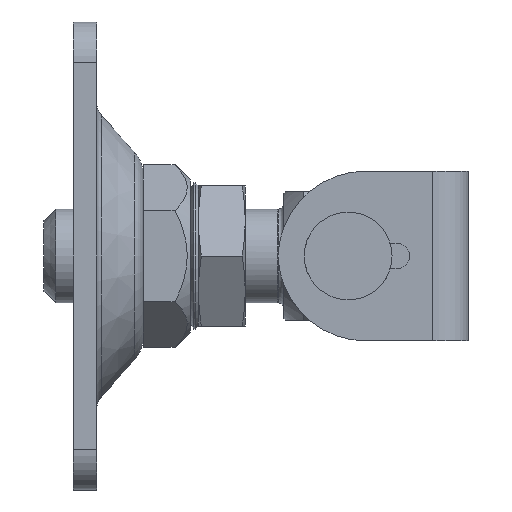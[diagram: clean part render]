
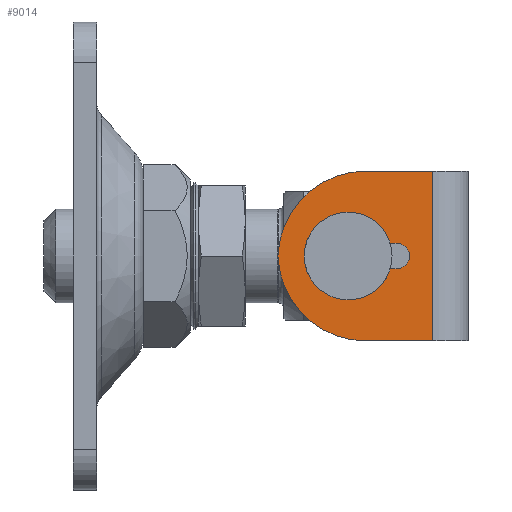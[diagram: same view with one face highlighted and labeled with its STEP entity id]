
A CAD part, front view. The second image highlights one B-rep face of the part: STEP entity #9014.
In plain terms, the highlighted face is planar.
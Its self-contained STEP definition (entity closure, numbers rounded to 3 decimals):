
#38 = LINE ( 'NONE', #14384, #14052 ) ;
#49 = EDGE_LOOP ( 'NONE', ( #6155, #7988, #12640, #11474, #14692 ) ) ;
#788 = DIRECTION ( 'NONE',  ( 1., 0., 0. ) ) ;
#1771 = CARTESIAN_POINT ( 'NONE',  ( 16.5, 2.15, 12.142 ) ) ;
#2140 = ORIENTED_EDGE ( 'NONE', *, *, #7434, .T. ) ;
#2400 = EDGE_CURVE ( 'NONE', #19873, #22049, #38, .T. ) ;
#2556 = DIRECTION ( 'NONE',  ( 0., 1., 0. ) ) ;
#3523 = CIRCLE ( 'NONE', #4261, 15. ) ;
#3871 = CIRCLE ( 'NONE', #20609, 15. ) ;
#3985 = VERTEX_POINT ( 'NONE', #1771 ) ;
#4261 = AXIS2_PLACEMENT_3D ( 'NONE', #16783, #788, #7901 ) ;
#4570 = FACE_BOUND ( 'NONE', #15517, .T. ) ;
#4799 = CARTESIAN_POINT ( 'NONE',  ( 16.5, 2.15, 9.992 ) ) ;
#4816 = EDGE_CURVE ( 'NONE', #16950, #13390, #3871, .T. ) ;
#4863 = CARTESIAN_POINT ( 'NONE',  ( 16.5, -2.15, 14.89 ) ) ;
#5669 = ORIENTED_EDGE ( 'NONE', *, *, #15775, .F. ) ;
#5834 = CARTESIAN_POINT ( 'NONE',  ( 16.5, 0., 20.492 ) ) ;
#5864 = EDGE_CURVE ( 'NONE', #9415, #18715, #20432, .T. ) ;
#6155 = ORIENTED_EDGE ( 'NONE', *, *, #18237, .T. ) ;
#6195 = CARTESIAN_POINT ( 'NONE',  ( 16.5, 14.5, 17.5 ) ) ;
#6319 = LINE ( 'NONE', #10049, #8257 ) ;
#6433 = DIRECTION ( 'NONE',  ( 1., 0., 0. ) ) ;
#6686 = VECTOR ( 'NONE', #11896, 1000. ) ;
#6771 = VERTEX_POINT ( 'NONE', #13567 ) ;
#6789 = PLANE ( 'NONE',  #20901 ) ;
#7088 = DIRECTION ( 'NONE',  ( 0., 0., -1. ) ) ;
#7434 = EDGE_CURVE ( 'NONE', #9415, #6771, #16245, .T. ) ;
#7598 = CIRCLE ( 'NONE', #21046, 2.15 ) ;
#7901 = DIRECTION ( 'NONE',  ( 0., 0., -1. ) ) ;
#7988 = ORIENTED_EDGE ( 'NONE', *, *, #4816, .T. ) ;
#8086 = DIRECTION ( 'NONE',  ( 0., 0., 1. ) ) ;
#8255 = CARTESIAN_POINT ( 'NONE',  ( 16.5, -2.15, 12.142 ) ) ;
#8257 = VECTOR ( 'NONE', #13774, 1000. ) ;
#8293 = CARTESIAN_POINT ( 'NONE',  ( 16.5, -14.5, 6. ) ) ;
#8418 = DIRECTION ( 'NONE',  ( 1., 0., 0. ) ) ;
#9014 = ADVANCED_FACE ( 'NONE', ( #4570, #11676 ), #6789, .T. ) ;
#9111 = ORIENTED_EDGE ( 'NONE', *, *, #18820, .T. ) ;
#9415 = VERTEX_POINT ( 'NONE', #4863 ) ;
#9611 = CARTESIAN_POINT ( 'NONE',  ( 16.5, -14.5, 17.5 ) ) ;
#9684 = DIRECTION ( 'NONE',  ( 0., 0., -1. ) ) ;
#10049 = CARTESIAN_POINT ( 'NONE',  ( 16.5, 14.5, 6. ) ) ;
#10230 = EDGE_CURVE ( 'NONE', #14883, #19873, #6319, .T. ) ;
#11474 = ORIENTED_EDGE ( 'NONE', *, *, #2400, .F. ) ;
#11574 = LINE ( 'NONE', #22225, #17288 ) ;
#11676 = FACE_OUTER_BOUND ( 'NONE', #49, .T. ) ;
#11890 = CARTESIAN_POINT ( 'NONE',  ( 16.5, 0., 32.492 ) ) ;
#11896 = DIRECTION ( 'NONE',  ( 0., 0., 1. ) ) ;
#11904 = DIRECTION ( 'NONE',  ( 0., 0., -1. ) ) ;
#12640 = ORIENTED_EDGE ( 'NONE', *, *, #18571, .T. ) ;
#12661 = CARTESIAN_POINT ( 'NONE',  ( 16.5, 0., 12.142 ) ) ;
#13390 = VERTEX_POINT ( 'NONE', #11890 ) ;
#13567 = CARTESIAN_POINT ( 'NONE',  ( 16.5, 2.15, 14.89 ) ) ;
#13774 = DIRECTION ( 'NONE',  ( 0., -1., 0. ) ) ;
#14052 = VECTOR ( 'NONE', #17777, 1000. ) ;
#14314 = VECTOR ( 'NONE', #9684, 1000. ) ;
#14384 = CARTESIAN_POINT ( 'NONE',  ( 16.5, -14.5, 0. ) ) ;
#14692 = ORIENTED_EDGE ( 'NONE', *, *, #10230, .F. ) ;
#14821 = CARTESIAN_POINT ( 'NONE',  ( 16.5, -2.15, 14.89 ) ) ;
#14883 = VERTEX_POINT ( 'NONE', #22160 ) ;
#15517 = EDGE_LOOP ( 'NONE', ( #16115, #2140, #5669, #9111 ) ) ;
#15775 = EDGE_CURVE ( 'NONE', #3985, #6771, #20786, .T. ) ;
#16115 = ORIENTED_EDGE ( 'NONE', *, *, #5864, .F. ) ;
#16245 = CIRCLE ( 'NONE', #19218, 6. ) ;
#16783 = CARTESIAN_POINT ( 'NONE',  ( 16.5, 0.5, 17.5 ) ) ;
#16950 = VERTEX_POINT ( 'NONE', #6195 ) ;
#17047 = DIRECTION ( 'NONE',  ( 0., 0., -1. ) ) ;
#17288 = VECTOR ( 'NONE', #8086, 1000. ) ;
#17777 = DIRECTION ( 'NONE',  ( 0., 0., 1. ) ) ;
#18237 = EDGE_CURVE ( 'NONE', #14883, #16950, #11574, .T. ) ;
#18571 = EDGE_CURVE ( 'NONE', #13390, #22049, #3523, .T. ) ;
#18715 = VERTEX_POINT ( 'NONE', #8255 ) ;
#18820 = EDGE_CURVE ( 'NONE', #3985, #18715, #7598, .T. ) ;
#19218 = AXIS2_PLACEMENT_3D ( 'NONE', #5834, #20061, #2556 ) ;
#19873 = VERTEX_POINT ( 'NONE', #8293 ) ;
#20061 = DIRECTION ( 'NONE',  ( -1., 0., 0. ) ) ;
#20432 = LINE ( 'NONE', #14821, #14314 ) ;
#20609 = AXIS2_PLACEMENT_3D ( 'NONE', #20665, #8418, #17047 ) ;
#20665 = CARTESIAN_POINT ( 'NONE',  ( 16.5, -0.5, 17.5 ) ) ;
#20786 = LINE ( 'NONE', #4799, #6686 ) ;
#20901 = AXIS2_PLACEMENT_3D ( 'NONE', #22432, #6433, #11904 ) ;
#21046 = AXIS2_PLACEMENT_3D ( 'NONE', #12661, #23094, #7088 ) ;
#22049 = VERTEX_POINT ( 'NONE', #9611 ) ;
#22160 = CARTESIAN_POINT ( 'NONE',  ( 16.5, 14.5, 6. ) ) ;
#22225 = CARTESIAN_POINT ( 'NONE',  ( 16.5, 14.5, 0. ) ) ;
#22432 = CARTESIAN_POINT ( 'NONE',  ( 16.5, 14.5, 0. ) ) ;
#23094 = DIRECTION ( 'NONE',  ( -1., 0., 0. ) ) ;
